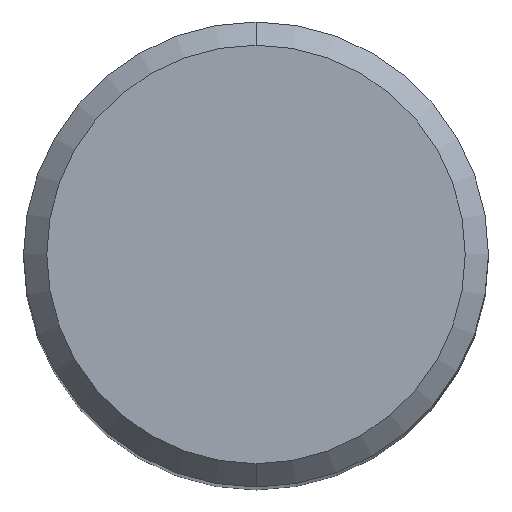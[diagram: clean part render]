
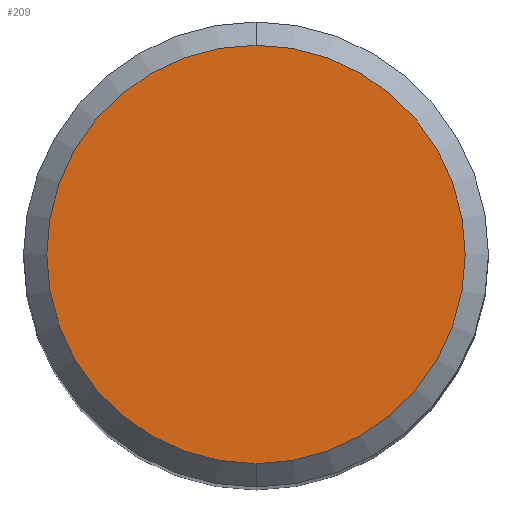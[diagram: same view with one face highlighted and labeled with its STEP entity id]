
A CAD part, top view. The second image highlights one B-rep face of the part: STEP entity #209.
In plain terms, the highlighted planar face has unit normal (0, 0, 1).
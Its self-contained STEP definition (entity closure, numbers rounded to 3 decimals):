
#209=ADVANCED_FACE('',(#521),#522,.T.);
#225=EDGE_CURVE('',#249,#351,#543,.T.);
#249=VERTEX_POINT('',#568);
#347=EDGE_CURVE('',#351,#249,#674,.T.);
#351=VERTEX_POINT('',#678);
#521=FACE_OUTER_BOUND('',#874,.T.);
#522=PLANE('',#875);
#543=CIRCLE('',#901,5.4);
#568=CARTESIAN_POINT('',(0.,-5.4,0.0));
#674=CIRCLE('',#1215,5.4);
#678=CARTESIAN_POINT('',(0.0,5.4,0.0));
#874=EDGE_LOOP('',(#1556,#1557));
#875=AXIS2_PLACEMENT_3D('',#1558,#1559,#1560);
#901=AXIS2_PLACEMENT_3D('',#1610,#1611,#1612);
#1215=AXIS2_PLACEMENT_3D('',#1723,#1724,#1725);
#1556=ORIENTED_EDGE('',*,*,#347,.F.);
#1557=ORIENTED_EDGE('',*,*,#225,.F.);
#1558=CARTESIAN_POINT('',(0.0,2.7,0.0));
#1559=DIRECTION('',(-0.0,0.0,1.0));
#1560=DIRECTION('',(0.0,-1.0,0.0));
#1610=CARTESIAN_POINT('',(0.0,0.0,0.0));
#1611=DIRECTION('',(0.0,0.0,-1.0));
#1612=DIRECTION('',(0.0,1.0,0.0));
#1723=CARTESIAN_POINT('',(0.0,0.0,0.0));
#1724=DIRECTION('',(0.0,0.0,-1.0));
#1725=DIRECTION('',(0.0,1.0,0.0));
